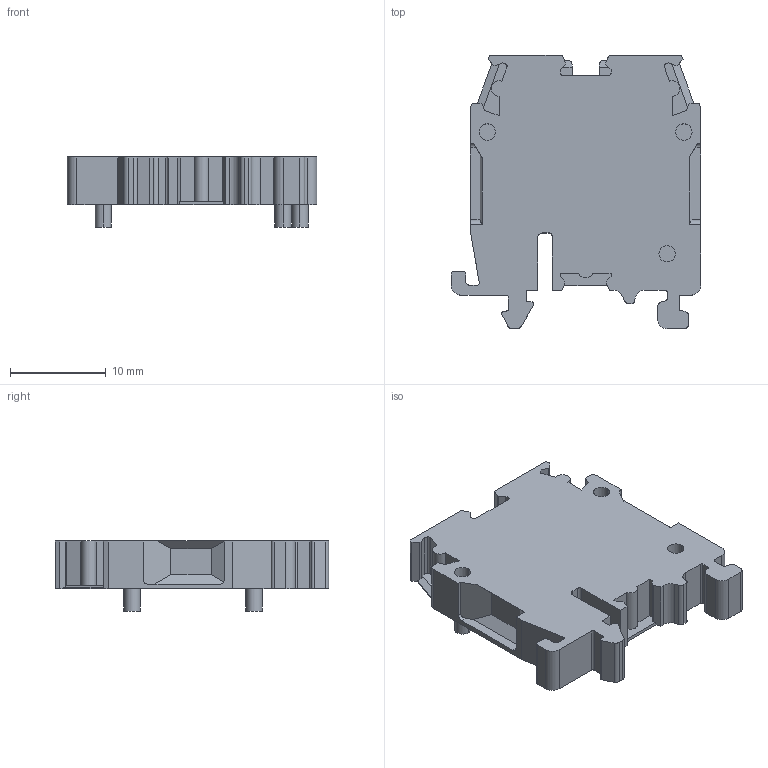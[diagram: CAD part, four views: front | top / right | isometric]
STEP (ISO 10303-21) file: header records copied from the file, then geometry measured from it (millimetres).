
FILE_DESCRIPTION((''),'2;1');
FILE_NAME('SRK2515ISO_STEP','2011-12-15T',('Neumann'),(''),'PRO/ENGINEER BY PARAMETRIC TECHNOLOGY CORPORATION, 2007390','PRO/ENGINEER BY PARAMETRIC TECHNOLOGY CORPORATION, 2007390','');
FILE_SCHEMA(('CONFIG_CONTROL_DESIGN'));
Length unit declared in the file: millimetre
Products named in the file (1): SRK2515ISO_STEP
Bounding box: 26 x 28.5 x 7.3 mm (x, y, z)
Volume: 2651.9 mm3; surface area: 2040.4 mm2
Topology: 1 solids, 1 shells, 177 faces, 501 edges, 334 vertices
Faces by surface type: plane 121, cylinder 56
Entity records: 5778 total; most frequent: CARTESIAN_POINT 1047, ORIENTED_EDGE 1002, DIRECTION 953, EDGE_CURVE 501, VECTOR 387, LINE 387, VERTEX_POINT 334, AXIS2_PLACEMENT_3D 283
